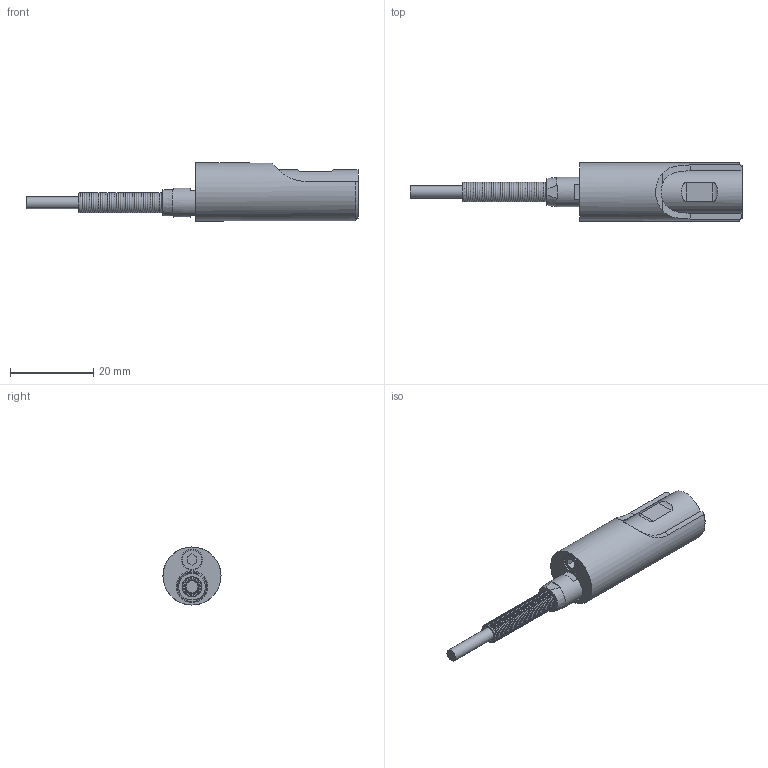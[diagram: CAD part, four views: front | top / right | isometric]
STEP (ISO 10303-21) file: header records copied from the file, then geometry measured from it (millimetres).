
FILE_DESCRIPTION((''),'2;1');
FILE_NAME('LMD300.stp','2010-11-19T11:26:38',('thomasl'),(''),'Autodesk Inventor 2008','Autodesk Inventor 2008','');
FILE_SCHEMA(('AUTOMOTIVE_DESIGN { 1 0 10303 214 1 1 1 1 }'));
Length unit declared in the file: inch
Products named in the file (5): LMD300 (LevelofDetail1); PART1 (~1); 53E6; 53E6A; 53E6B
Assembly tree (4 placements, depth 3):
  LMD300 (LevelofDetail1)
    PART1 (~1)
      53E6
      53E6A
      53E6B
Bounding box: 79.91 x 13.97 x 13.97 mm (x, y, z)
Volume: 5658.6 mm3; surface area: 5086 mm2
Topology: 3 solids, 3 shells, 120 faces, 252 edges, 147 vertices
Faces by surface type: bspline 60, plane 33, cylinder 18, cone 7, torus 2
Full cylindrical faces by diameter (mm): 2.921 x1, 3.048 x1, 3.302 x1, 4.039 x1, 4.648 x1, 4.801 x1, 5.08 x1, 5.334 x1, 5.791 x1, 7.061 x1, 7.62 x1, 10.668 x1, 11.379 x1, 13.97 x1
Entity records: 7397 total; most frequent: CARTESIAN_POINT 5263, DIRECTION 396, ORIENTED_EDGE 326, EDGE_LOOP 211, AXIS2_PLACEMENT_3D 174, EDGE_CURVE 163, VERTEX_POINT 138, FACE_OUTER_BOUND 120
